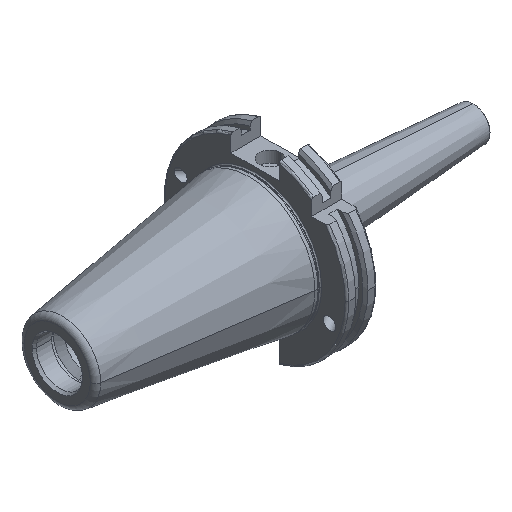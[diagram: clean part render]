
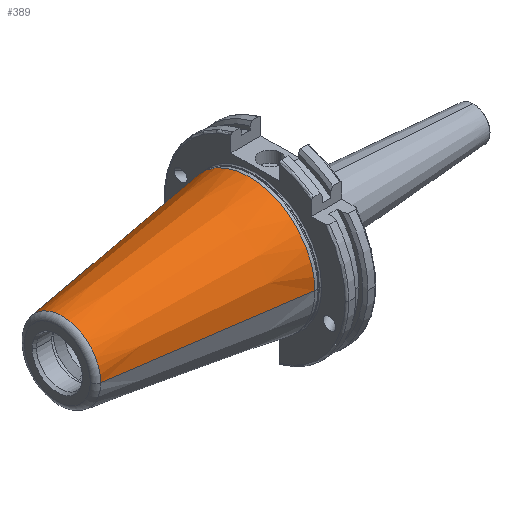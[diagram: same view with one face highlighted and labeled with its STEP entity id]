
A CAD part, isometric view. The second image highlights one B-rep face of the part: STEP entity #389.
In plain terms, the highlighted conical face has half-angle 8.297 degrees and reference radius 34.925 mm.
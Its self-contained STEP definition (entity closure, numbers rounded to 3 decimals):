
#36 = ORIENTED_EDGE ( 'NONE', *, *, #3245, .F. ) ;
#221 = ORIENTED_EDGE ( 'NONE', *, *, #4737, .T. ) ;
#244 = CARTESIAN_POINT ( 'NONE',  ( 0., 34.925, 0. ) ) ;
#389 = ADVANCED_FACE ( 'NONE', ( #3887 ), #2504, .T. ) ;
#476 = CARTESIAN_POINT ( 'NONE',  ( 0., 34.925, 0. ) ) ;
#493 = DIRECTION ( 'NONE',  ( 0.99, 0.144, 0. ) ) ;
#557 = ORIENTED_EDGE ( 'NONE', *, *, #1667, .T. ) ;
#627 = VERTEX_POINT ( 'NONE', #244 ) ;
#648 = CARTESIAN_POINT ( 'NONE',  ( -99.183, -20.461, 0. ) ) ;
#730 = DIRECTION ( 'NONE',  ( -1., 0., 0. ) ) ;
#789 = ORIENTED_EDGE ( 'NONE', *, *, #2554, .F. ) ;
#909 = AXIS2_PLACEMENT_3D ( 'NONE', #1802, #1859, #1942 ) ;
#1120 = VECTOR ( 'NONE', #493, 1000. ) ;
#1667 = EDGE_CURVE ( 'NONE', #4086, #2295, #4168, .T. ) ;
#1775 = CIRCLE ( 'NONE', #2560, 20.461 ) ;
#1802 = CARTESIAN_POINT ( 'NONE',  ( 0., 0., 0. ) ) ;
#1859 = DIRECTION ( 'NONE',  ( 1., 0., 0. ) ) ;
#1942 = DIRECTION ( 'NONE',  ( 0., 1., 0. ) ) ;
#2068 = CARTESIAN_POINT ( 'NONE',  ( -99.183, 20.461, 0. ) ) ;
#2279 = EDGE_LOOP ( 'NONE', ( #789, #557, #221, #36 ) ) ;
#2295 = VERTEX_POINT ( 'NONE', #4454 ) ;
#2504 = CONICAL_SURFACE ( 'NONE', #909, 34.925, 0.145 ) ;
#2554 = EDGE_CURVE ( 'NONE', #4086, #4468, #1775, .T. ) ;
#2560 = AXIS2_PLACEMENT_3D ( 'NONE', #3650, #3626, #3583 ) ;
#2852 = CIRCLE ( 'NONE', #3984, 34.925 ) ;
#2957 = CARTESIAN_POINT ( 'NONE',  ( 0., 0., 0. ) ) ;
#3106 = LINE ( 'NONE', #476, #1120 ) ;
#3245 = EDGE_CURVE ( 'NONE', #4468, #627, #3106, .T. ) ;
#3336 = DIRECTION ( 'NONE',  ( 0., -1., 0. ) ) ;
#3583 = DIRECTION ( 'NONE',  ( 0., -1., 0. ) ) ;
#3626 = DIRECTION ( 'NONE',  ( -1., 0., 0. ) ) ;
#3650 = CARTESIAN_POINT ( 'NONE',  ( -99.183, 0., 0. ) ) ;
#3789 = DIRECTION ( 'NONE',  ( 0.99, -0.144, 0. ) ) ;
#3807 = CARTESIAN_POINT ( 'NONE',  ( 0., -34.925, 0. ) ) ;
#3880 = VECTOR ( 'NONE', #3789, 1000. ) ;
#3887 = FACE_OUTER_BOUND ( 'NONE', #2279, .T. ) ;
#3984 = AXIS2_PLACEMENT_3D ( 'NONE', #2957, #730, #3336 ) ;
#4086 = VERTEX_POINT ( 'NONE', #648 ) ;
#4168 = LINE ( 'NONE', #3807, #3880 ) ;
#4454 = CARTESIAN_POINT ( 'NONE',  ( 0., -34.925, 0. ) ) ;
#4468 = VERTEX_POINT ( 'NONE', #2068 ) ;
#4737 = EDGE_CURVE ( 'NONE', #2295, #627, #2852, .T. ) ;
